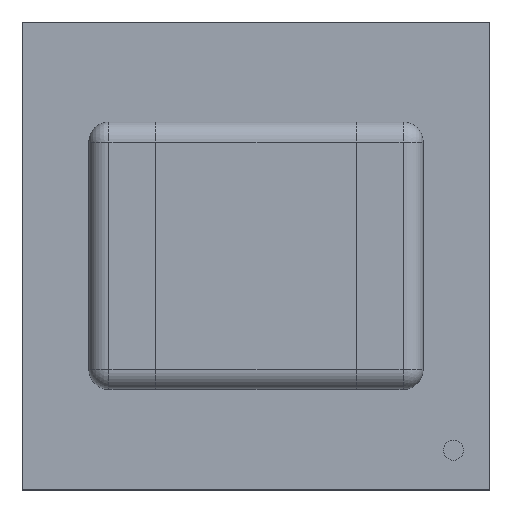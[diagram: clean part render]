
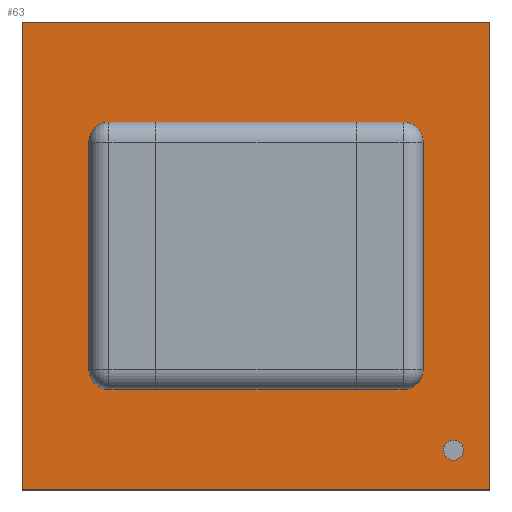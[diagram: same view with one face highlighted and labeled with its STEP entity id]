
A CAD part, top view. The second image highlights one B-rep face of the part: STEP entity #63.
In plain terms, the highlighted planar face has unit normal (0, 0, 1).
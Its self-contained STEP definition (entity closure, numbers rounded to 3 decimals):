
#63=ADVANCED_FACE('',(#423,#425,#427,#429),#431,.T.);
#423=FACE_BOUND('',#424,.T.);
#424=EDGE_LOOP('',(#711,#712,#713,#714));
#425=FACE_BOUND('',#426,.T.);
#426=EDGE_LOOP('',(#715,#716,#717,#718,#719,#720));
#427=FACE_BOUND('',#428,.T.);
#428=EDGE_LOOP('',(#721));
#429=FACE_BOUND('',#430,.T.);
#430=EDGE_LOOP('',(#722,#723,#724,#725,#726,#727));
#431=PLANE('',#432);
#432=AXIS2_PLACEMENT_3D('',#433,#434,#435);
#433=CARTESIAN_POINT('',(0.,0.,0.41));
#434=DIRECTION('',(0.,0.,1.));
#435=DIRECTION('',(-1.,0.,0.));
#711=ORIENTED_EDGE('',*,*,#883,.T.);
#712=ORIENTED_EDGE('',*,*,#884,.T.);
#713=ORIENTED_EDGE('',*,*,#885,.T.);
#714=ORIENTED_EDGE('',*,*,#886,.T.);
#715=ORIENTED_EDGE('',*,*,#887,.F.);
#716=ORIENTED_EDGE('',*,*,#888,.F.);
#717=ORIENTED_EDGE('',*,*,#889,.F.);
#718=ORIENTED_EDGE('',*,*,#890,.F.);
#719=ORIENTED_EDGE('',*,*,#891,.F.);
#720=ORIENTED_EDGE('',*,*,#892,.F.);
#721=ORIENTED_EDGE('',*,*,#893,.T.);
#722=ORIENTED_EDGE('',*,*,#894,.F.);
#723=ORIENTED_EDGE('',*,*,#895,.F.);
#724=ORIENTED_EDGE('',*,*,#896,.F.);
#725=ORIENTED_EDGE('',*,*,#897,.F.);
#726=ORIENTED_EDGE('',*,*,#898,.F.);
#727=ORIENTED_EDGE('',*,*,#899,.F.);
#883=EDGE_CURVE('',#969,#970,#971,.T.);
#884=EDGE_CURVE('',#970,#972,#973,.T.);
#885=EDGE_CURVE('',#972,#974,#975,.T.);
#886=EDGE_CURVE('',#974,#969,#976,.T.);
#887=EDGE_CURVE('',#977,#978,#979,.F.);
#888=EDGE_CURVE('',#980,#977,#981,.T.);
#889=EDGE_CURVE('',#982,#980,#983,.T.);
#890=EDGE_CURVE('',#984,#982,#985,.T.);
#891=EDGE_CURVE('',#986,#984,#987,.F.);
#892=EDGE_CURVE('',#978,#986,#988,.T.);
#893=EDGE_CURVE('',#989,#989,#990,.F.);
#894=EDGE_CURVE('',#991,#992,#993,.F.);
#895=EDGE_CURVE('',#994,#991,#995,.T.);
#896=EDGE_CURVE('',#996,#994,#997,.T.);
#897=EDGE_CURVE('',#998,#996,#999,.T.);
#898=EDGE_CURVE('',#1000,#998,#1001,.F.);
#899=EDGE_CURVE('',#992,#1000,#1002,.T.);
#969=VERTEX_POINT('',#1109);
#970=VERTEX_POINT('',#1110);
#971=LINE('',#1111,#1112);
#972=VERTEX_POINT('',#1114);
#973=LINE('',#1115,#1116);
#974=VERTEX_POINT('',#1118);
#975=LINE('',#1119,#1120);
#976=LINE('',#1122,#1123);
#977=VERTEX_POINT('',#1125);
#978=VERTEX_POINT('',#1126);
#979=CIRCLE('',#1127,0.15);
#980=VERTEX_POINT('',#1131);
#981=LINE('',#1132,#1133);
#982=VERTEX_POINT('',#1135);
#983=LINE('',#1136,#1137);
#984=VERTEX_POINT('',#1139);
#985=LINE('',#1140,#1141);
#986=VERTEX_POINT('',#1143);
#987=CIRCLE('',#1144,0.15);
#988=LINE('',#1148,#1149);
#989=VERTEX_POINT('',#1151);
#990=CIRCLE('',#1152,0.075);
#991=VERTEX_POINT('',#1156);
#992=VERTEX_POINT('',#1157);
#993=CIRCLE('',#1158,0.15);
#994=VERTEX_POINT('',#1162);
#995=LINE('',#1163,#1164);
#996=VERTEX_POINT('',#1166);
#997=LINE('',#1167,#1168);
#998=VERTEX_POINT('',#1170);
#999=LINE('',#1171,#1172);
#1000=VERTEX_POINT('',#1174);
#1001=CIRCLE('',#1175,0.15);
#1002=LINE('',#1179,#1180);
#1109=CARTESIAN_POINT('',(-3.5,0.,0.41));
#1110=CARTESIAN_POINT('',(-3.5,-3.5,0.41));
#1111=CARTESIAN_POINT('',(-3.5,0.,0.41));
#1112=VECTOR('',#1113,1.);
#1113=DIRECTION('',(0.,-1.,0.));
#1114=CARTESIAN_POINT('',(0.,-3.5,0.41));
#1115=CARTESIAN_POINT('',(-3.5,-3.5,0.41));
#1116=VECTOR('',#1117,1.);
#1117=DIRECTION('',(1.,0.,0.));
#1118=CARTESIAN_POINT('',(0.,0.,0.41));
#1119=CARTESIAN_POINT('',(0.,-3.5,0.41));
#1120=VECTOR('',#1121,1.);
#1121=DIRECTION('',(0.,1.,0.));
#1122=CARTESIAN_POINT('',(0.,0.,0.41));
#1123=VECTOR('',#1124,1.);
#1124=DIRECTION('',(-1.,0.,0.));
#1125=CARTESIAN_POINT('',(-0.65,-2.75,0.41));
#1126=CARTESIAN_POINT('',(-0.5,-2.6,0.41));
#1127=AXIS2_PLACEMENT_3D('',#1128,#1129,#1130);
#1128=CARTESIAN_POINT('',(-0.65,-2.6,0.41));
#1129=DIRECTION('',(0.,-0.,-1.));
#1130=DIRECTION('',(1.,0.,0.));
#1131=CARTESIAN_POINT('',(-1.,-2.75,0.41));
#1132=CARTESIAN_POINT('',(-1.,-2.75,0.41));
#1133=VECTOR('',#1134,1.);
#1134=DIRECTION('',(1.,0.,0.));
#1135=CARTESIAN_POINT('',(-1.,-0.75,0.41));
#1136=CARTESIAN_POINT('',(-1.,-0.75,0.41));
#1137=VECTOR('',#1138,1.);
#1138=DIRECTION('',(0.,-1.,0.));
#1139=CARTESIAN_POINT('',(-0.65,-0.75,0.41));
#1140=CARTESIAN_POINT('',(-0.65,-0.75,0.41));
#1141=VECTOR('',#1142,1.);
#1142=DIRECTION('',(-1.,0.,0.));
#1143=CARTESIAN_POINT('',(-0.5,-0.9,0.41));
#1144=AXIS2_PLACEMENT_3D('',#1145,#1146,#1147);
#1145=CARTESIAN_POINT('',(-0.65,-0.9,0.41));
#1146=DIRECTION('',(0.,-0.,-1.));
#1147=DIRECTION('',(0.,1.,0.));
#1148=CARTESIAN_POINT('',(-0.5,-2.6,0.41));
#1149=VECTOR('',#1150,1.);
#1150=DIRECTION('',(0.,1.,0.));
#1151=CARTESIAN_POINT('',(-0.273,-3.129,0.41));
#1152=AXIS2_PLACEMENT_3D('',#1153,#1154,#1155);
#1153=CARTESIAN_POINT('',(-0.273,-3.204,0.41));
#1154=DIRECTION('',(0.,0.,1.));
#1155=DIRECTION('',(0.,1.,0.));
#1156=CARTESIAN_POINT('',(-2.85,-0.75,0.41));
#1157=CARTESIAN_POINT('',(-3.,-0.9,0.41));
#1158=AXIS2_PLACEMENT_3D('',#1159,#1160,#1161);
#1159=CARTESIAN_POINT('',(-2.85,-0.9,0.41));
#1160=DIRECTION('',(-0.,0.,-1.));
#1161=DIRECTION('',(-1.,0.,0.));
#1162=CARTESIAN_POINT('',(-2.5,-0.75,0.41));
#1163=CARTESIAN_POINT('',(-2.5,-0.75,0.41));
#1164=VECTOR('',#1165,1.);
#1165=DIRECTION('',(-1.,0.,0.));
#1166=CARTESIAN_POINT('',(-2.5,-2.75,0.41));
#1167=CARTESIAN_POINT('',(-2.5,-2.75,0.41));
#1168=VECTOR('',#1169,1.);
#1169=DIRECTION('',(0.,1.,0.));
#1170=CARTESIAN_POINT('',(-2.85,-2.75,0.41));
#1171=CARTESIAN_POINT('',(-2.85,-2.75,0.41));
#1172=VECTOR('',#1173,1.);
#1173=DIRECTION('',(1.,0.,0.));
#1174=CARTESIAN_POINT('',(-3.,-2.6,0.41));
#1175=AXIS2_PLACEMENT_3D('',#1176,#1177,#1178);
#1176=CARTESIAN_POINT('',(-2.85,-2.6,0.41));
#1177=DIRECTION('',(-0.,0.,-1.));
#1178=DIRECTION('',(0.,-1.,0.));
#1179=CARTESIAN_POINT('',(-3.,-0.9,0.41));
#1180=VECTOR('',#1181,1.);
#1181=DIRECTION('',(0.,-1.,0.));
